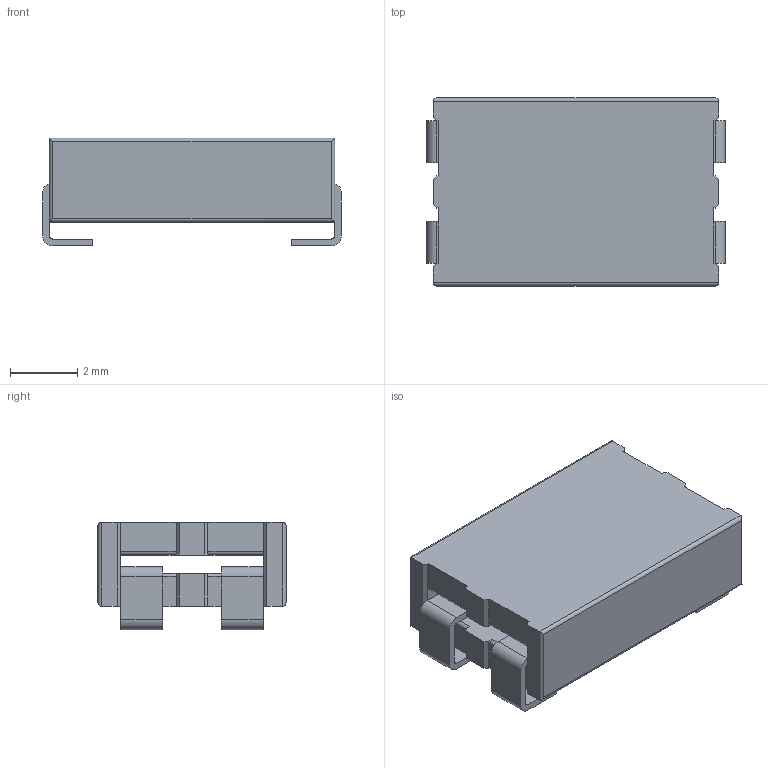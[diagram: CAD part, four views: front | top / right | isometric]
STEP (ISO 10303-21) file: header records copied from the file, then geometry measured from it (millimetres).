
FILE_DESCRIPTION(/* description */ ('Unknown'),/* implementation_level */ '2;1');
FILE_NAME(/* name */ 'FB_Wurth_WE-CMS-9056',/* time_stamp */ '2025-06-24T17:43:43+08:00',/* author */ ('Unknown'),/* organization */ ('Unknown'),/* preprocessor_version */ 'ST-DEVELOPER v19.4',/* originating_system */ 'Solid Edge',/* authorisation */ 'Unknown');
FILE_SCHEMA (('AUTOMOTIVE_DESIGN {1 0 10303 214 3 1 1}'));
Length unit declared in the file: millimetre
Products named in the file (2): FB_Wurth_WE-CMS-9056
Assembly tree (1 placements, depth 2):
  FB_Wurth_WE-CMS-9056
    FB_Wurth_WE-CMS-9056
Bounding box: 8.9 x 5.6 x 3.2 mm (x, y, z)
Volume: 104.2 mm3; surface area: 275.9 mm2
Topology: 1 solids, 1 shells, 112 faces, 308 edges, 196 vertices
Faces by surface type: plane 80, cylinder 32
Entity records: 4335 total; most frequent: CARTESIAN_POINT 618, ORIENTED_EDGE 616, DIRECTION 592, EDGE_CURVE 308, LINE 252, VECTOR 252, VERTEX_POINT 196, AXIS2_PLACEMENT_3D 170
